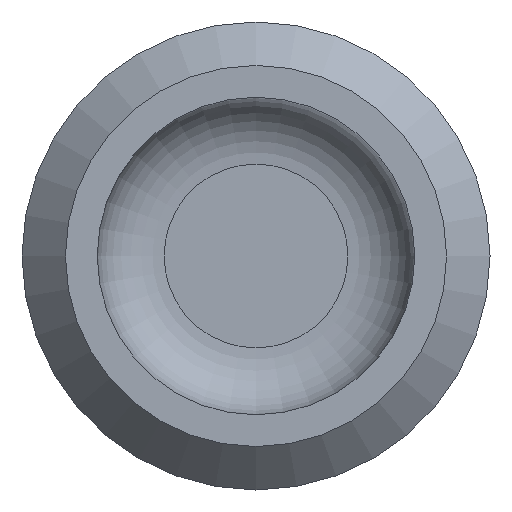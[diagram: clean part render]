
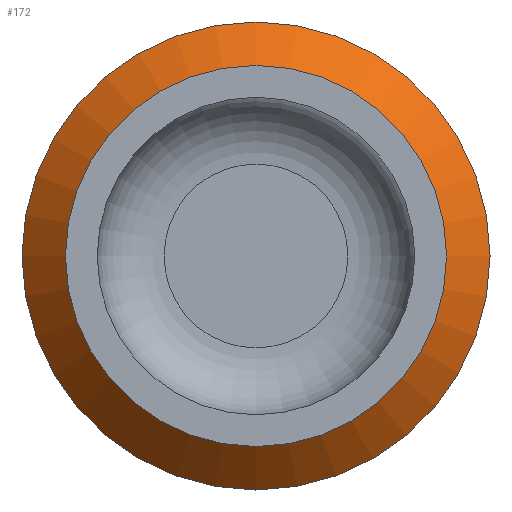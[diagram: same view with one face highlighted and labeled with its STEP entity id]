
A CAD part, front view. The second image highlights one B-rep face of the part: STEP entity #172.
In plain terms, the highlighted conical face has half-angle 45 degrees and reference radius 3.175 mm.
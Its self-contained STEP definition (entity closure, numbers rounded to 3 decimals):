
#16=CONICAL_SURFACE('',#214,3.175,0.785);
#27=LINE('',#328,#32);
#32=VECTOR('',#277,3.175);
#46=FACE_OUTER_BOUND('',#59,.T.);
#59=EDGE_LOOP('',(#153,#154,#155,#156));
#72=CIRCLE('',#205,3.5);
#78=CIRCLE('',#215,2.85);
#87=VERTEX_POINT('',#310);
#92=VERTEX_POINT('',#327);
#105=EDGE_CURVE('',#87,#87,#72,.T.);
#113=EDGE_CURVE('',#87,#92,#27,.T.);
#114=EDGE_CURVE('',#92,#92,#78,.T.);
#153=ORIENTED_EDGE('',*,*,#105,.T.);
#154=ORIENTED_EDGE('',*,*,#113,.T.);
#155=ORIENTED_EDGE('',*,*,#114,.T.);
#156=ORIENTED_EDGE('',*,*,#113,.F.);
#172=ADVANCED_FACE('',(#46),#16,.T.);
#205=AXIS2_PLACEMENT_3D('',#311,#255,#256);
#214=AXIS2_PLACEMENT_3D('',#326,#275,#276);
#215=AXIS2_PLACEMENT_3D('',#329,#278,#279);
#255=DIRECTION('center_axis',(0.,-1.,0.));
#256=DIRECTION('ref_axis',(1.,0.,0.));
#275=DIRECTION('center_axis',(0.,1.,0.));
#276=DIRECTION('ref_axis',(1.,0.,0.));
#277=DIRECTION('',(0.707,-0.707,0.));
#278=DIRECTION('center_axis',(0.,1.,0.));
#279=DIRECTION('ref_axis',(1.,0.,0.));
#310=CARTESIAN_POINT('',(-3.5,-2.6,0.));
#311=CARTESIAN_POINT('Origin',(0.,-2.6,0.));
#326=CARTESIAN_POINT('Origin',(0.,-2.925,0.));
#327=CARTESIAN_POINT('',(-2.85,-3.25,0.));
#328=CARTESIAN_POINT('',(-3.175,-2.925,0.));
#329=CARTESIAN_POINT('Origin',(0.,-3.25,0.));
